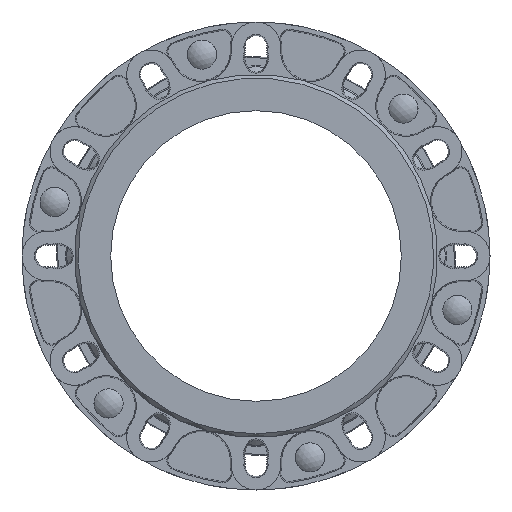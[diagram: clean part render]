
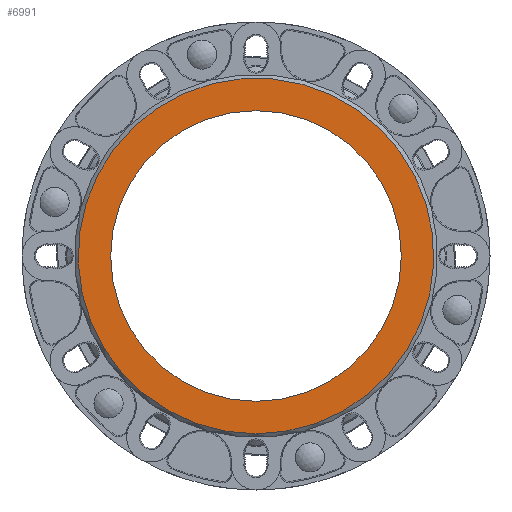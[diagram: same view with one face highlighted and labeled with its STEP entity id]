
A CAD part, front view. The second image highlights one B-rep face of the part: STEP entity #6991.
In plain terms, the highlighted planar face has unit normal (0, -1, 0).
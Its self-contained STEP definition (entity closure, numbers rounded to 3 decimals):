
#697 = AXIS2_PLACEMENT_3D ( 'NONE', #16700, #16704, #16705 ) ;
#3443 = EDGE_CURVE ( 'NONE', #18945, #18945, #8001, .T. ) ;
#3449 = EDGE_CURVE ( 'NONE', #18946, #18946, #8009, .T. ) ;
#3899 = EDGE_LOOP ( 'NONE', ( #11921 ) ) ;
#3903 = EDGE_LOOP ( 'NONE', ( #11901 ) ) ;
#4247 = AXIS2_PLACEMENT_3D ( 'NONE', #6714, #6715, #6716 ) ;
#4253 = AXIS2_PLACEMENT_3D ( 'NONE', #6733, #6734, #6735 ) ;
#6714 = CARTESIAN_POINT ( 'NONE',  ( 0., 0., 0. ) ) ;
#6715 = DIRECTION ( 'NONE',  ( 0., -1., 0. ) ) ;
#6716 = DIRECTION ( 'NONE',  ( 0., 0., -1. ) ) ;
#6733 = CARTESIAN_POINT ( 'NONE',  ( 0., 0., 0. ) ) ;
#6734 = DIRECTION ( 'NONE',  ( 0., 1., 0. ) ) ;
#6735 = DIRECTION ( 'NONE',  ( 0., 0., 1. ) ) ;
#6991 = ADVANCED_FACE ( 'NONE', ( #10603, #10607 ), #16702, .F. ) ;
#8001 = CIRCLE ( 'NONE', #4247, 183.5 ) ;
#8009 = CIRCLE ( 'NONE', #4253, 150. ) ;
#10603 = FACE_BOUND ( 'NONE', #3899, .T. ) ;
#10607 = FACE_OUTER_BOUND ( 'NONE', #3903, .T. ) ;
#11901 = ORIENTED_EDGE ( 'NONE', *, *, #3443, .T. ) ;
#11921 = ORIENTED_EDGE ( 'NONE', *, *, #3449, .T. ) ;
#16700 = CARTESIAN_POINT ( 'NONE',  ( 0., 0., 0. ) ) ;
#16702 = PLANE ( 'NONE',  #697 ) ;
#16704 = DIRECTION ( 'NONE',  ( 0., 1., 0. ) ) ;
#16705 = DIRECTION ( 'NONE',  ( 0., 0., 1. ) ) ;
#18945 = VERTEX_POINT ( 'NONE', #20412 ) ;
#18946 = VERTEX_POINT ( 'NONE', #20413 ) ;
#20412 = CARTESIAN_POINT ( 'NONE',  ( 0., 0., -183.5 ) ) ;
#20413 = CARTESIAN_POINT ( 'NONE',  ( 0., 0., 150. ) ) ;
